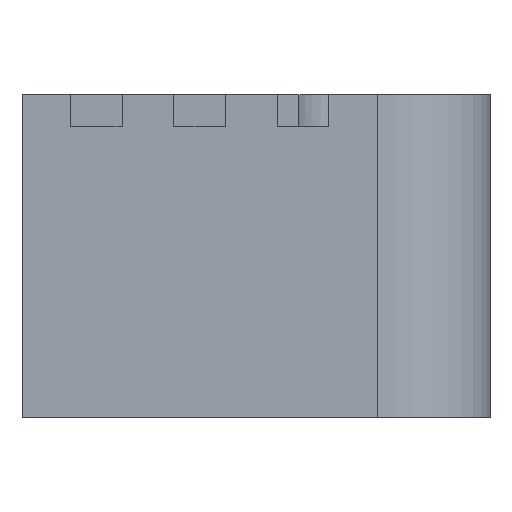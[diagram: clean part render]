
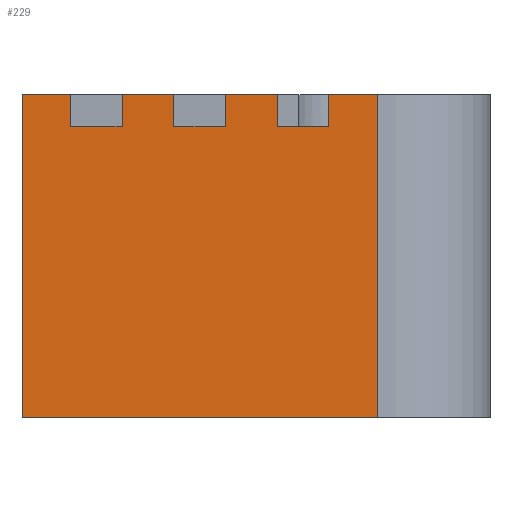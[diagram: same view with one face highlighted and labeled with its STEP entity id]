
A CAD part, front view. The second image highlights one B-rep face of the part: STEP entity #229.
In plain terms, the highlighted planar face has unit normal (0, -1, 0).
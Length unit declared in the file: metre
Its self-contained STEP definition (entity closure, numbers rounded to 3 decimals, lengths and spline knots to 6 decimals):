
#61 = EDGE_CURVE('',#62,#64,#66,.T.);
#62 = VERTEX_POINT('',#63);
#63 = CARTESIAN_POINT('',(0.055,-0.02,0.));
#64 = VERTEX_POINT('',#65);
#65 = CARTESIAN_POINT('',(0.055,-0.02,-0.1));
#66 = LINE('',#67,#68);
#67 = CARTESIAN_POINT('',(0.055,-0.02,0.));
#68 = VECTOR('',#69,0.001);
#69 = DIRECTION('',(-0.,-0.,-1.));
#96 = VERTEX_POINT('',#97);
#97 = CARTESIAN_POINT('',(-0.055,-0.02,-0.1));
#103 = EDGE_CURVE('',#104,#96,#106,.T.);
#104 = VERTEX_POINT('',#105);
#105 = CARTESIAN_POINT('',(-0.055,-0.02,0.));
#106 = LINE('',#107,#108);
#107 = CARTESIAN_POINT('',(-0.055,-0.02,0.));
#108 = VECTOR('',#109,0.001);
#109 = DIRECTION('',(-0.,-0.,-1.));
#128 = EDGE_CURVE('',#104,#129,#131,.T.);
#129 = VERTEX_POINT('',#130);
#130 = CARTESIAN_POINT('',(-0.04,-0.02,0.));
#131 = LINE('',#132,#133);
#132 = CARTESIAN_POINT('',(-0.055,-0.02,0.));
#133 = VECTOR('',#134,0.001);
#134 = DIRECTION('',(1.,0.,0.));
#195 = VERTEX_POINT('',#196);
#196 = CARTESIAN_POINT('',(0.04,-0.02,0.));
#202 = EDGE_CURVE('',#195,#62,#203,.T.);
#203 = LINE('',#204,#205);
#204 = CARTESIAN_POINT('',(-0.055,-0.02,0.));
#205 = VECTOR('',#206,0.001);
#206 = DIRECTION('',(1.,0.,0.));
#218 = EDGE_CURVE('',#96,#64,#219,.T.);
#219 = LINE('',#220,#221);
#220 = CARTESIAN_POINT('',(-0.055,-0.02,-0.1));
#221 = VECTOR('',#222,0.001);
#222 = DIRECTION('',(1.,0.,0.));
#229 = ADVANCED_FACE('',(#230),#323,.T.);
#230 = FACE_BOUND('',#231,.T.);
#231 = EDGE_LOOP('',(#232,#233,#234,#235,#236,#237,#245,#253,#261,#269,
    #277,#285,#293,#301,#309,#317));
#232 = ORIENTED_EDGE('',*,*,#128,.F.);
#233 = ORIENTED_EDGE('',*,*,#103,.T.);
#234 = ORIENTED_EDGE('',*,*,#218,.T.);
#235 = ORIENTED_EDGE('',*,*,#61,.F.);
#236 = ORIENTED_EDGE('',*,*,#202,.F.);
#237 = ORIENTED_EDGE('',*,*,#238,.T.);
#238 = EDGE_CURVE('',#195,#239,#241,.T.);
#239 = VERTEX_POINT('',#240);
#240 = CARTESIAN_POINT('',(0.04,-0.02,-0.01));
#241 = LINE('',#242,#243);
#242 = CARTESIAN_POINT('',(0.04,-0.02,-0.005));
#243 = VECTOR('',#244,0.001);
#244 = DIRECTION('',(-0.,-0.,-1.));
#245 = ORIENTED_EDGE('',*,*,#246,.T.);
#246 = EDGE_CURVE('',#239,#247,#249,.T.);
#247 = VERTEX_POINT('',#248);
#248 = CARTESIAN_POINT('',(0.024,-0.02,-0.01));
#249 = LINE('',#250,#251);
#250 = CARTESIAN_POINT('',(-0.0155,-0.02,-0.01));
#251 = VECTOR('',#252,0.001);
#252 = DIRECTION('',(-1.,0.,0.));
#253 = ORIENTED_EDGE('',*,*,#254,.T.);
#254 = EDGE_CURVE('',#247,#255,#257,.T.);
#255 = VERTEX_POINT('',#256);
#256 = CARTESIAN_POINT('',(0.024,-0.02,0.));
#257 = LINE('',#258,#259);
#258 = CARTESIAN_POINT('',(0.024,-0.02,0.005));
#259 = VECTOR('',#260,0.001);
#260 = DIRECTION('',(0.,0.,1.));
#261 = ORIENTED_EDGE('',*,*,#262,.F.);
#262 = EDGE_CURVE('',#263,#255,#265,.T.);
#263 = VERTEX_POINT('',#264);
#264 = CARTESIAN_POINT('',(0.008,-0.02,0.));
#265 = LINE('',#266,#267);
#266 = CARTESIAN_POINT('',(-0.055,-0.02,0.));
#267 = VECTOR('',#268,0.001);
#268 = DIRECTION('',(1.,0.,0.));
#269 = ORIENTED_EDGE('',*,*,#270,.T.);
#270 = EDGE_CURVE('',#263,#271,#273,.T.);
#271 = VERTEX_POINT('',#272);
#272 = CARTESIAN_POINT('',(0.008,-0.02,-0.01));
#273 = LINE('',#274,#275);
#274 = CARTESIAN_POINT('',(0.008,-0.02,-0.005));
#275 = VECTOR('',#276,0.001);
#276 = DIRECTION('',(-0.,-0.,-1.));
#277 = ORIENTED_EDGE('',*,*,#278,.T.);
#278 = EDGE_CURVE('',#271,#279,#281,.T.);
#279 = VERTEX_POINT('',#280);
#280 = CARTESIAN_POINT('',(-0.008,-0.02,-0.01));
#281 = LINE('',#282,#283);
#282 = CARTESIAN_POINT('',(-0.0315,-0.02,-0.01));
#283 = VECTOR('',#284,0.001);
#284 = DIRECTION('',(-1.,0.,0.));
#285 = ORIENTED_EDGE('',*,*,#286,.T.);
#286 = EDGE_CURVE('',#279,#287,#289,.T.);
#287 = VERTEX_POINT('',#288);
#288 = CARTESIAN_POINT('',(-0.008,-0.02,0.));
#289 = LINE('',#290,#291);
#290 = CARTESIAN_POINT('',(-0.008,-0.02,0.005));
#291 = VECTOR('',#292,0.001);
#292 = DIRECTION('',(0.,0.,1.));
#293 = ORIENTED_EDGE('',*,*,#294,.F.);
#294 = EDGE_CURVE('',#295,#287,#297,.T.);
#295 = VERTEX_POINT('',#296);
#296 = CARTESIAN_POINT('',(-0.024,-0.02,0.));
#297 = LINE('',#298,#299);
#298 = CARTESIAN_POINT('',(-0.055,-0.02,0.));
#299 = VECTOR('',#300,0.001);
#300 = DIRECTION('',(1.,0.,0.));
#301 = ORIENTED_EDGE('',*,*,#302,.T.);
#302 = EDGE_CURVE('',#295,#303,#305,.T.);
#303 = VERTEX_POINT('',#304);
#304 = CARTESIAN_POINT('',(-0.024,-0.02,-0.01));
#305 = LINE('',#306,#307);
#306 = CARTESIAN_POINT('',(-0.024,-0.02,-0.005));
#307 = VECTOR('',#308,0.001);
#308 = DIRECTION('',(-0.,-0.,-1.));
#309 = ORIENTED_EDGE('',*,*,#310,.T.);
#310 = EDGE_CURVE('',#303,#311,#313,.T.);
#311 = VERTEX_POINT('',#312);
#312 = CARTESIAN_POINT('',(-0.04,-0.02,-0.01));
#313 = LINE('',#314,#315);
#314 = CARTESIAN_POINT('',(-0.0475,-0.02,-0.01));
#315 = VECTOR('',#316,0.001);
#316 = DIRECTION('',(-1.,0.,0.));
#317 = ORIENTED_EDGE('',*,*,#318,.T.);
#318 = EDGE_CURVE('',#311,#129,#319,.T.);
#319 = LINE('',#320,#321);
#320 = CARTESIAN_POINT('',(-0.04,-0.02,0.01));
#321 = VECTOR('',#322,0.001);
#322 = DIRECTION('',(0.,0.,1.));
#323 = PLANE('',#324);
#324 = AXIS2_PLACEMENT_3D('',#325,#326,#327);
#325 = CARTESIAN_POINT('',(-0.055,-0.02,0.));
#326 = DIRECTION('',(0.,-1.,0.));
#327 = DIRECTION('',(1.,0.,0.));
